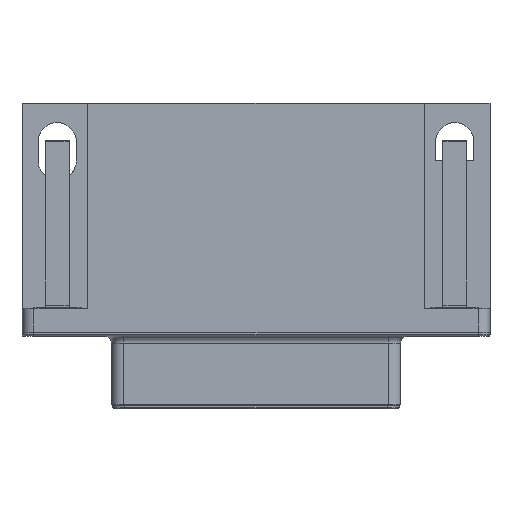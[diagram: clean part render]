
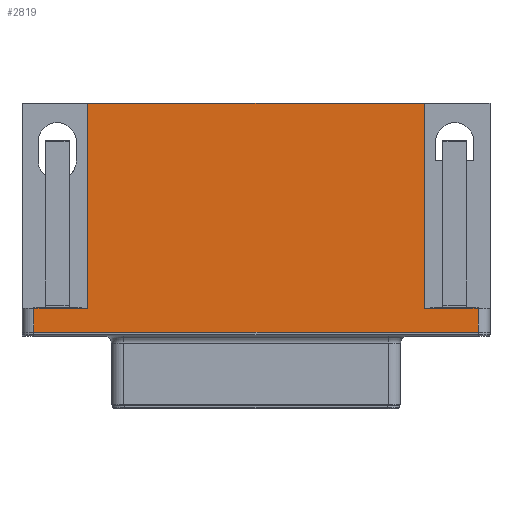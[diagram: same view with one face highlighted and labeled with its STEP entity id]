
A CAD part, top view. The second image highlights one B-rep face of the part: STEP entity #2819.
In plain terms, the highlighted planar face has unit normal (0, 0, 1).
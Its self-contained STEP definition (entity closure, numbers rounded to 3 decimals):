
#29=DIRECTION('',(0.,1.,0.));
#45=DIRECTION('',(0.,0.,1.));
#51=VECTOR('',#52,1.);
#52=DIRECTION('',(1.,0.,0.));
#79=VECTOR('',#80,1.);
#80=DIRECTION('',(-1.,0.,0.));
#84=DIRECTION('',(0.,-1.,0.));
#176=DIRECTION('',(0.,1.,0.));
#694=VECTOR('',#84,1.);
#2417=VERTEX_POINT('',#2418);
#2418=CARTESIAN_POINT('',(8.905,-17.4,12.5));
#2453=VERTEX_POINT('',#2454);
#2454=CARTESIAN_POINT('',(-28.295,-17.4,12.5));
#2457=ORIENTED_EDGE('',*,*,#2458,.F.);
#2458=EDGE_CURVE('',#2417,#2453,#2459,.T.);
#2459=LINE('',#2460,#79);
#2460=CARTESIAN_POINT('',(9.905,-17.4,12.5));
#2536=VECTOR('',#176,1.);
#2673=VECTOR('',#29,1.);
#2778=EDGE_CURVE('',#2417,#2779,#2781,.T.);
#2779=VERTEX_POINT('',#2780);
#2780=CARTESIAN_POINT('',(8.905,-15.4,12.5));
#2781=LINE('',#2418,#2536);
#2819=ADVANCED_FACE('',(#2820),#2855,.T.);
#2820=FACE_BOUND('',#2821,.T.);
#2821=EDGE_LOOP('',(#2457,#2822,#2823,#2828,#2834,#2840,#2846,#2852));
#2822=ORIENTED_EDGE('',*,*,#2778,.T.);
#2823=ORIENTED_EDGE('',*,*,#2824,.F.);
#2824=EDGE_CURVE('',#2825,#2779,#2827,.T.);
#2825=VERTEX_POINT('',#2826);
#2826=CARTESIAN_POINT('',(4.405,-15.4,12.5));
#2827=LINE('',#2780,#51);
#2828=ORIENTED_EDGE('',*,*,#2829,.F.);
#2829=EDGE_CURVE('',#2830,#2825,#2832,.T.);
#2830=VERTEX_POINT('',#2831);
#2831=CARTESIAN_POINT('',(4.405,1.8,12.5));
#2832=LINE('',#2833,#694);
#2833=CARTESIAN_POINT('',(4.405,-16.4,12.5));
#2834=ORIENTED_EDGE('',*,*,#2835,.T.);
#2835=EDGE_CURVE('',#2830,#2836,#2838,.T.);
#2836=VERTEX_POINT('',#2837);
#2837=CARTESIAN_POINT('',(-23.795,1.8,12.5));
#2838=LINE('',#2839,#79);
#2839=CARTESIAN_POINT('',(9.905,1.8,12.5));
#2840=ORIENTED_EDGE('',*,*,#2841,.F.);
#2841=EDGE_CURVE('',#2842,#2836,#2844,.T.);
#2842=VERTEX_POINT('',#2843);
#2843=CARTESIAN_POINT('',(-23.795,-15.4,12.5));
#2844=LINE('',#2845,#2673);
#2845=CARTESIAN_POINT('',(-23.795,-16.4,12.5));
#2846=ORIENTED_EDGE('',*,*,#2847,.F.);
#2847=EDGE_CURVE('',#2848,#2842,#2850,.T.);
#2848=VERTEX_POINT('',#2849);
#2849=CARTESIAN_POINT('',(-28.295,-15.4,12.5));
#2850=LINE('',#2851,#51);
#2851=CARTESIAN_POINT('',(-8.695,-15.4,12.5));
#2852=ORIENTED_EDGE('',*,*,#2853,.F.);
#2853=EDGE_CURVE('',#2453,#2848,#2854,.T.);
#2854=LINE('',#2454,#2536);
#2855=PLANE('',#2856);
#2856=AXIS2_PLACEMENT_3D('',#2460,#45,#80);
